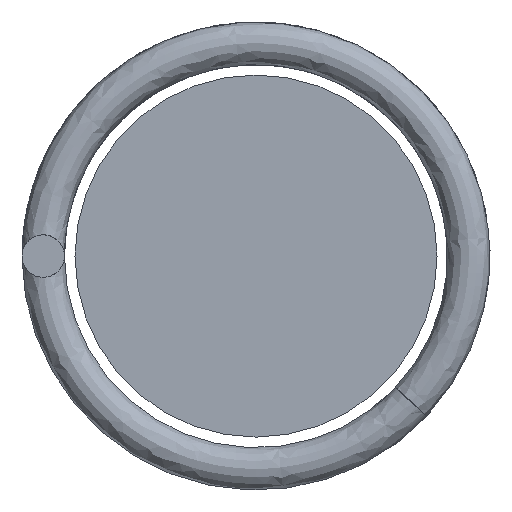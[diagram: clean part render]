
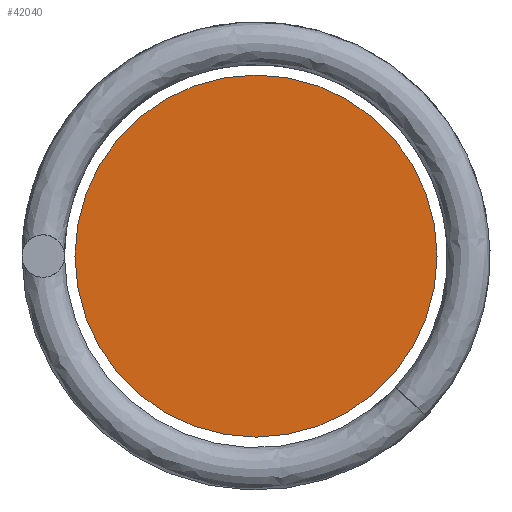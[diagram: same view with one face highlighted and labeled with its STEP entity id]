
A CAD part, front view. The second image highlights one B-rep face of the part: STEP entity #42040.
In plain terms, the highlighted planar face has unit normal (0, -1, 0).
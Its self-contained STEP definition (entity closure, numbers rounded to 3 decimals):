
#41993=CARTESIAN_POINT('',(0.,-28.375,0.));
#41994=DIRECTION('',(0.,1.,0.));
#41995=DIRECTION('',(1.,0.,0.));
#41996=AXIS2_PLACEMENT_3D('',#41993,#41994,#41995);
#41998=CARTESIAN_POINT('',(0.,-28.375,0.));
#41999=DIRECTION('',(0.,1.,0.));
#42000=DIRECTION('',(-1.,0.,0.));
#42001=AXIS2_PLACEMENT_3D('',#41998,#41999,#42000);
#42021=CARTESIAN_POINT('',(5.5,-28.375,0.));
#42022=CARTESIAN_POINT('',(-5.5,-28.375,0.));
#42023=VERTEX_POINT('',#42021);
#42024=VERTEX_POINT('',#42022);
#42029=CARTESIAN_POINT('',(0.,-28.375,0.));
#42030=DIRECTION('',(0.,1.,0.));
#42031=DIRECTION('',(1.,0.,0.));
#42032=AXIS2_PLACEMENT_3D('',#42029,#42030,#42031);
#42033=PLANE('',#42032);
#42035=ORIENTED_EDGE('',*,*,#42034,.T.);
#42037=ORIENTED_EDGE('',*,*,#42036,.T.);
#42038=EDGE_LOOP('',(#42035,#42037));
#42039=FACE_OUTER_BOUND('',#42038,.F.);
#41997=CIRCLE('',#41996,5.5);
#42002=CIRCLE('',#42001,5.5);
#42034=EDGE_CURVE('',#42023,#42024,#41997,.T.);
#42036=EDGE_CURVE('',#42024,#42023,#42002,.T.);
#42040=ADVANCED_FACE('',(#42039),#42033,.F.);
